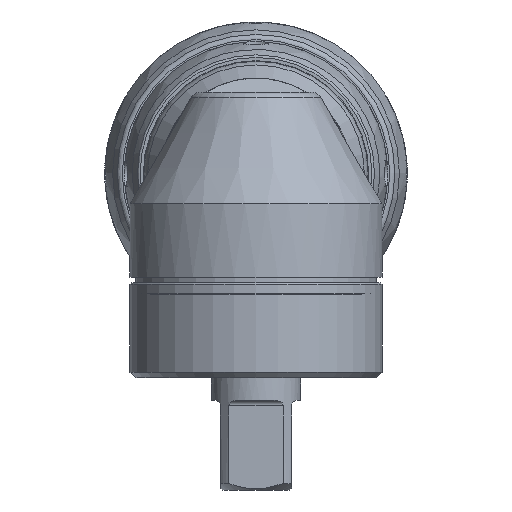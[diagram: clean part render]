
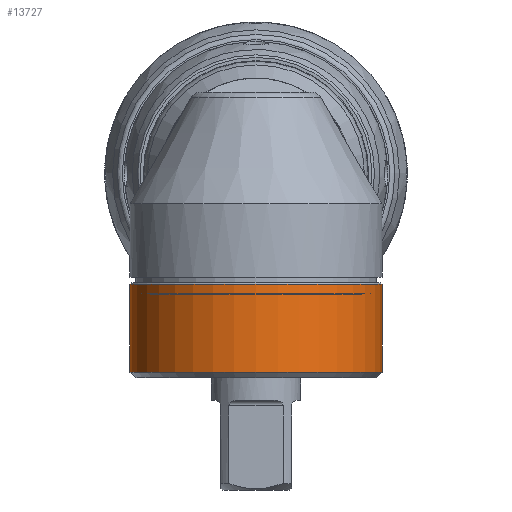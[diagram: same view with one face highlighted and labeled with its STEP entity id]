
A CAD part, front view. The second image highlights one B-rep face of the part: STEP entity #13727.
In plain terms, the highlighted cylindrical face has radius 22.5 mm (diameter 45 mm), a full revolution.
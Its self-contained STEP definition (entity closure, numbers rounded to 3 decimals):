
#1917=CYLINDRICAL_SURFACE('',#14641,22.5);
#2205=FACE_BOUND('',#3372,.T.);
#2479=FACE_OUTER_BOUND('',#3371,.T.);
#3371=EDGE_LOOP('',(#8627));
#3372=EDGE_LOOP('',(#8628));
#4499=CIRCLE('',#14639,22.5);
#4501=CIRCLE('',#14642,22.5);
#5407=VERTEX_POINT('',#21196);
#5409=VERTEX_POINT('',#21201);
#6695=EDGE_CURVE('',#5407,#5407,#4499,.T.);
#6697=EDGE_CURVE('',#5409,#5409,#4501,.T.);
#8627=ORIENTED_EDGE('',*,*,#6697,.F.);
#8628=ORIENTED_EDGE('',*,*,#6695,.F.);
#13727=ADVANCED_FACE('',(#2479,#2205),#1917,.T.);
#14639=AXIS2_PLACEMENT_3D('',#21197,#16541,#16542);
#14641=AXIS2_PLACEMENT_3D('',#21200,#16545,#16546);
#14642=AXIS2_PLACEMENT_3D('',#21202,#16547,#16548);
#16541=DIRECTION('center_axis',(0.,0.,
1.));
#16542=DIRECTION('ref_axis',(1.,0.,0.));
#16545=DIRECTION('center_axis',(0.,0.,
1.));
#16546=DIRECTION('ref_axis',(-1.,0.,0.));
#16547=DIRECTION('center_axis',(0.,0.,
-1.));
#16548=DIRECTION('ref_axis',(1.,0.,0.));
#21196=CARTESIAN_POINT('',(-22.5,0.,-19.8));
#21197=CARTESIAN_POINT('Origin',(0.,0.,
-19.8));
#21200=CARTESIAN_POINT('Origin',(0.,0.,
-28.));
#21201=CARTESIAN_POINT('',(-22.5,0.,-35.5));
#21202=CARTESIAN_POINT('Origin',(0.,0.,
-35.5));
